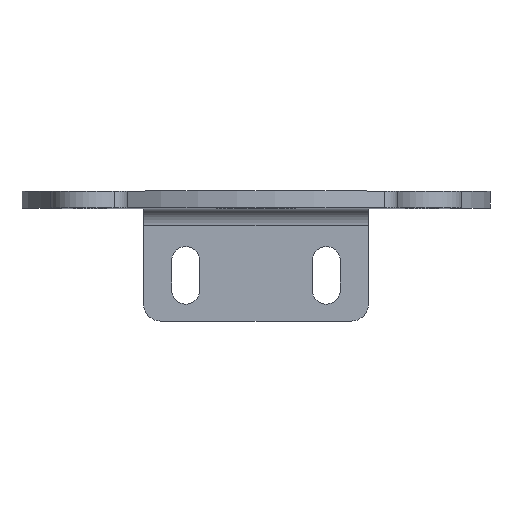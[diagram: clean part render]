
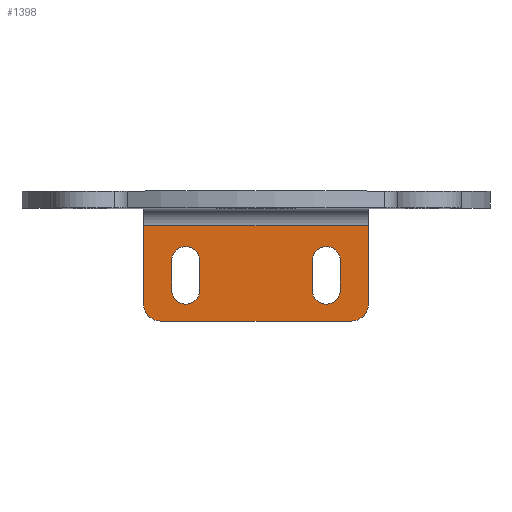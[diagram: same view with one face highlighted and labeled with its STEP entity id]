
A CAD part, top view. The second image highlights one B-rep face of the part: STEP entity #1398.
In plain terms, the highlighted planar face has unit normal (0, 0, 1).
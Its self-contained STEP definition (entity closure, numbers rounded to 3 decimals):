
#447 = EDGE_CURVE('',#448,#450,#452,.T.);
#448 = VERTEX_POINT('',#449);
#449 = CARTESIAN_POINT('',(20.,-20.,-47.));
#450 = VERTEX_POINT('',#451);
#451 = CARTESIAN_POINT('',(20.,-6.,-47.));
#452 = LINE('',#453,#454);
#453 = CARTESIAN_POINT('',(20.,-23.,-47.));
#454 = VECTOR('',#455,1.);
#455 = DIRECTION('',(0.,1.,0.));
#1398 = ADVANCED_FACE('',(#1399,#1442,#1478),#1514,.F.);
#1399 = FACE_BOUND('',#1400,.F.);
#1400 = EDGE_LOOP('',(#1401,#1402,#1411,#1419,#1428,#1436));
#1401 = ORIENTED_EDGE('',*,*,#447,.F.);
#1402 = ORIENTED_EDGE('',*,*,#1403,.T.);
#1403 = EDGE_CURVE('',#448,#1404,#1406,.T.);
#1404 = VERTEX_POINT('',#1405);
#1405 = CARTESIAN_POINT('',(17.,-23.,-47.));
#1406 = CIRCLE('',#1407,3.);
#1407 = AXIS2_PLACEMENT_3D('',#1408,#1409,#1410);
#1408 = CARTESIAN_POINT('',(17.,-20.,-47.));
#1409 = DIRECTION('',(0.,0.,-1.));
#1410 = DIRECTION('',(-1.,0.,0.));
#1411 = ORIENTED_EDGE('',*,*,#1412,.T.);
#1412 = EDGE_CURVE('',#1404,#1413,#1415,.T.);
#1413 = VERTEX_POINT('',#1414);
#1414 = CARTESIAN_POINT('',(-17.,-23.,-47.));
#1415 = LINE('',#1416,#1417);
#1416 = CARTESIAN_POINT('',(20.,-23.,-47.));
#1417 = VECTOR('',#1418,1.);
#1418 = DIRECTION('',(-1.,0.,0.));
#1419 = ORIENTED_EDGE('',*,*,#1420,.T.);
#1420 = EDGE_CURVE('',#1413,#1421,#1423,.T.);
#1421 = VERTEX_POINT('',#1422);
#1422 = CARTESIAN_POINT('',(-20.,-20.,-47.));
#1423 = CIRCLE('',#1424,3.);
#1424 = AXIS2_PLACEMENT_3D('',#1425,#1426,#1427);
#1425 = CARTESIAN_POINT('',(-17.,-20.,-47.));
#1426 = DIRECTION('',(-0.,0.,-1.));
#1427 = DIRECTION('',(0.,-1.,0.));
#1428 = ORIENTED_EDGE('',*,*,#1429,.T.);
#1429 = EDGE_CURVE('',#1421,#1430,#1432,.T.);
#1430 = VERTEX_POINT('',#1431);
#1431 = CARTESIAN_POINT('',(-20.,-6.,-47.));
#1432 = LINE('',#1433,#1434);
#1433 = CARTESIAN_POINT('',(-20.,-11.5,-47.));
#1434 = VECTOR('',#1435,1.);
#1435 = DIRECTION('',(0.,1.,0.));
#1436 = ORIENTED_EDGE('',*,*,#1437,.F.);
#1437 = EDGE_CURVE('',#450,#1430,#1438,.T.);
#1438 = LINE('',#1439,#1440);
#1439 = CARTESIAN_POINT('',(20.,-6.,-47.));
#1440 = VECTOR('',#1441,1.);
#1441 = DIRECTION('',(-1.,0.,0.));
#1442 = FACE_BOUND('',#1443,.F.);
#1443 = EDGE_LOOP('',(#1444,#1455,#1463,#1472));
#1444 = ORIENTED_EDGE('',*,*,#1445,.F.);
#1445 = EDGE_CURVE('',#1446,#1448,#1450,.T.);
#1446 = VERTEX_POINT('',#1447);
#1447 = CARTESIAN_POINT('',(-10.,-17.5,-47.));
#1448 = VERTEX_POINT('',#1449);
#1449 = CARTESIAN_POINT('',(-15.,-17.5,-47.));
#1450 = CIRCLE('',#1451,2.5);
#1451 = AXIS2_PLACEMENT_3D('',#1452,#1453,#1454);
#1452 = CARTESIAN_POINT('',(-12.5,-17.5,-47.));
#1453 = DIRECTION('',(0.,0.,-1.));
#1454 = DIRECTION('',(1.,0.,0.));
#1455 = ORIENTED_EDGE('',*,*,#1456,.T.);
#1456 = EDGE_CURVE('',#1446,#1457,#1459,.T.);
#1457 = VERTEX_POINT('',#1458);
#1458 = CARTESIAN_POINT('',(-10.,-12.25,-47.));
#1459 = LINE('',#1460,#1461);
#1460 = CARTESIAN_POINT('',(-10.,-20.25,-47.));
#1461 = VECTOR('',#1462,1.);
#1462 = DIRECTION('',(0.,1.,0.));
#1463 = ORIENTED_EDGE('',*,*,#1464,.F.);
#1464 = EDGE_CURVE('',#1465,#1457,#1467,.T.);
#1465 = VERTEX_POINT('',#1466);
#1466 = CARTESIAN_POINT('',(-15.,-12.25,-47.));
#1467 = CIRCLE('',#1468,2.5);
#1468 = AXIS2_PLACEMENT_3D('',#1469,#1470,#1471);
#1469 = CARTESIAN_POINT('',(-12.5,-12.25,-47.));
#1470 = DIRECTION('',(0.,0.,-1.));
#1471 = DIRECTION('',(1.,0.,0.));
#1472 = ORIENTED_EDGE('',*,*,#1473,.F.);
#1473 = EDGE_CURVE('',#1448,#1465,#1474,.T.);
#1474 = LINE('',#1475,#1476);
#1475 = CARTESIAN_POINT('',(-15.,-20.25,-47.));
#1476 = VECTOR('',#1477,1.);
#1477 = DIRECTION('',(0.,1.,0.));
#1478 = FACE_BOUND('',#1479,.F.);
#1479 = EDGE_LOOP('',(#1480,#1491,#1499,#1508));
#1480 = ORIENTED_EDGE('',*,*,#1481,.F.);
#1481 = EDGE_CURVE('',#1482,#1484,#1486,.T.);
#1482 = VERTEX_POINT('',#1483);
#1483 = CARTESIAN_POINT('',(15.,-17.5,-47.));
#1484 = VERTEX_POINT('',#1485);
#1485 = CARTESIAN_POINT('',(10.,-17.5,-47.));
#1486 = CIRCLE('',#1487,2.5);
#1487 = AXIS2_PLACEMENT_3D('',#1488,#1489,#1490);
#1488 = CARTESIAN_POINT('',(12.5,-17.5,-47.));
#1489 = DIRECTION('',(0.,0.,-1.));
#1490 = DIRECTION('',(1.,0.,0.));
#1491 = ORIENTED_EDGE('',*,*,#1492,.T.);
#1492 = EDGE_CURVE('',#1482,#1493,#1495,.T.);
#1493 = VERTEX_POINT('',#1494);
#1494 = CARTESIAN_POINT('',(15.,-12.25,-47.));
#1495 = LINE('',#1496,#1497);
#1496 = CARTESIAN_POINT('',(15.,-20.25,-47.));
#1497 = VECTOR('',#1498,1.);
#1498 = DIRECTION('',(0.,1.,0.));
#1499 = ORIENTED_EDGE('',*,*,#1500,.F.);
#1500 = EDGE_CURVE('',#1501,#1493,#1503,.T.);
#1501 = VERTEX_POINT('',#1502);
#1502 = CARTESIAN_POINT('',(10.,-12.25,-47.));
#1503 = CIRCLE('',#1504,2.5);
#1504 = AXIS2_PLACEMENT_3D('',#1505,#1506,#1507);
#1505 = CARTESIAN_POINT('',(12.5,-12.25,-47.));
#1506 = DIRECTION('',(0.,0.,-1.));
#1507 = DIRECTION('',(1.,0.,0.));
#1508 = ORIENTED_EDGE('',*,*,#1509,.F.);
#1509 = EDGE_CURVE('',#1484,#1501,#1510,.T.);
#1510 = LINE('',#1511,#1512);
#1511 = CARTESIAN_POINT('',(10.,-20.25,-47.));
#1512 = VECTOR('',#1513,1.);
#1513 = DIRECTION('',(0.,1.,0.));
#1514 = PLANE('',#1515);
#1515 = AXIS2_PLACEMENT_3D('',#1516,#1517,#1518);
#1516 = CARTESIAN_POINT('',(20.,-23.,-47.));
#1517 = DIRECTION('',(0.,0.,-1.));
#1518 = DIRECTION('',(0.,1.,0.));
